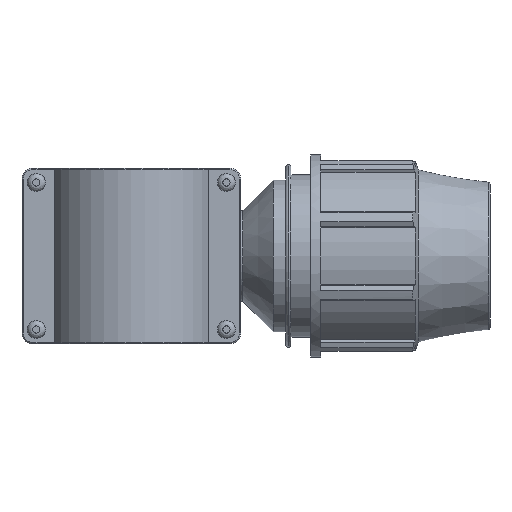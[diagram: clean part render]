
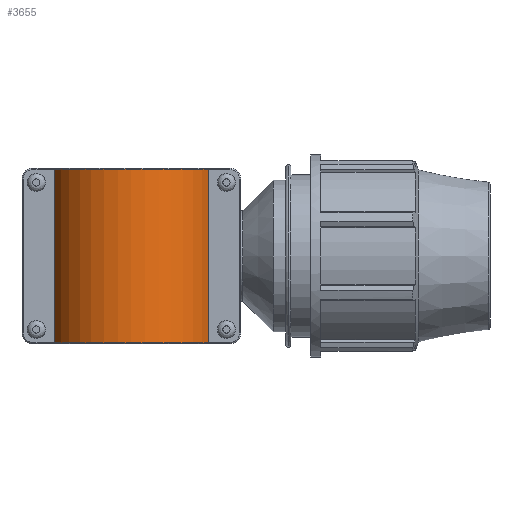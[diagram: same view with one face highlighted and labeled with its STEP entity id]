
A CAD part, front view. The second image highlights one B-rep face of the part: STEP entity #3655.
In plain terms, the highlighted cylindrical face has radius 46.875 mm (diameter 93.75 mm), a partial arc.
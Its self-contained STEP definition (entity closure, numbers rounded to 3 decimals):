
#333=LINE('',#6498,#623);
#334=LINE('',#6500,#624);
#623=VECTOR('',#4951,96.5);
#624=VECTOR('',#4954,96.5);
#859=CYLINDRICAL_SURFACE('',#4017,46.875);
#1123=FACE_OUTER_BOUND('',#1407,.T.);
#1407=EDGE_LOOP('',(#3228,#3229,#3230,#3231));
#1602=CIRCLE('',#3999,46.875);
#1603=CIRCLE('',#4002,46.875);
#1908=VERTEX_POINT('',#6438);
#1909=VERTEX_POINT('',#6443);
#1910=VERTEX_POINT('',#6450);
#1912=VERTEX_POINT('',#6459);
#2357=EDGE_CURVE('',#1908,#1909,#1602,.T.);
#2363=EDGE_CURVE('',#1912,#1910,#1603,.T.);
#2380=EDGE_CURVE('',#1908,#1910,#333,.T.);
#2381=EDGE_CURVE('',#1909,#1912,#334,.T.);
#3228=ORIENTED_EDGE('',*,*,#2357,.F.);
#3229=ORIENTED_EDGE('',*,*,#2380,.T.);
#3230=ORIENTED_EDGE('',*,*,#2363,.F.);
#3231=ORIENTED_EDGE('',*,*,#2381,.F.);
#3655=ADVANCED_FACE('',(#1123),#859,.T.);
#3999=AXIS2_PLACEMENT_3D('',#6444,#4901,#4902);
#4002=AXIS2_PLACEMENT_3D('',#6464,#4909,#4910);
#4017=AXIS2_PLACEMENT_3D('',#6499,#4952,#4953);
#4901=DIRECTION('center_axis',(0.,0.,-1.));
#4902=DIRECTION('ref_axis',(1.,0.,0.));
#4909=DIRECTION('center_axis',(0.,0.,1.));
#4910=DIRECTION('ref_axis',(1.,0.,0.));
#4951=DIRECTION('',(0.,0.,1.));
#4952=DIRECTION('center_axis',(0.,0.,1.));
#4953=DIRECTION('ref_axis',(1.,0.,0.));
#4954=DIRECTION('',(0.,0.,1.));
#6438=CARTESIAN_POINT('',(42.962,-18.75,-48.25));
#6443=CARTESIAN_POINT('',(-42.962,-18.75,-48.25));
#6444=CARTESIAN_POINT('Origin',(0.,0.,-48.25));
#6450=CARTESIAN_POINT('',(42.962,-18.75,48.25));
#6459=CARTESIAN_POINT('',(-42.962,-18.75,48.25));
#6464=CARTESIAN_POINT('Origin',(0.,0.,48.25));
#6498=CARTESIAN_POINT('',(42.962,-18.75,0.));
#6499=CARTESIAN_POINT('Origin',(0.,0.,0.));
#6500=CARTESIAN_POINT('',(-42.962,-18.75,0.));
